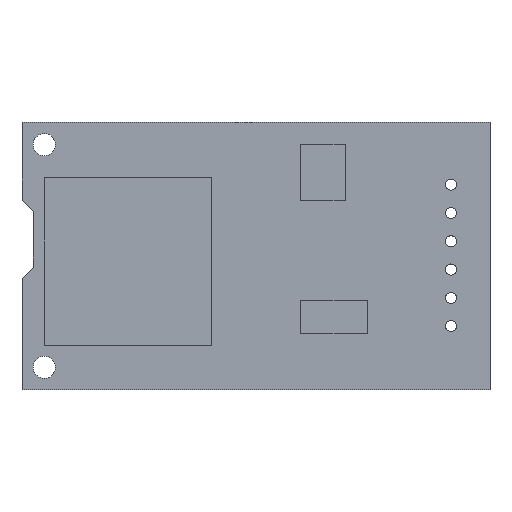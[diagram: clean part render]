
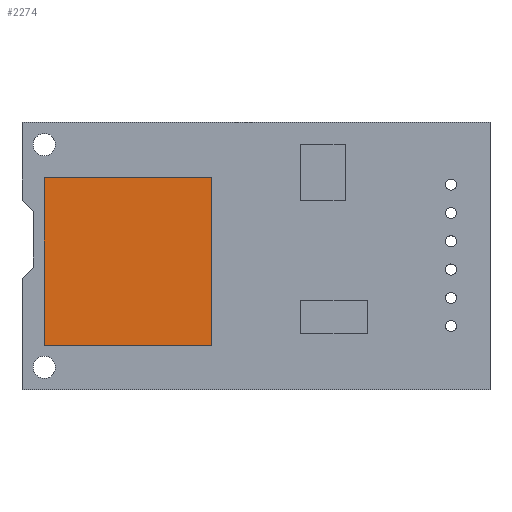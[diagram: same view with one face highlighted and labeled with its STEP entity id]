
A CAD part, top view. The second image highlights one B-rep face of the part: STEP entity #2274.
In plain terms, the highlighted planar face has unit normal (0, 0, 1).
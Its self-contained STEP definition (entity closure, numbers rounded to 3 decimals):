
#837 = PLANE('',#838);
#838 = AXIS2_PLACEMENT_3D('',#839,#840,#841);
#839 = CARTESIAN_POINT('',(2.,4.,1.5));
#840 = DIRECTION('',(0.,1.,0.));
#841 = DIRECTION('',(1.,0.,0.));
#865 = PLANE('',#866);
#866 = AXIS2_PLACEMENT_3D('',#867,#868,#869);
#867 = CARTESIAN_POINT('',(2.,19.,1.5));
#868 = DIRECTION('',(1.,0.,-0.));
#869 = DIRECTION('',(0.,-1.,0.));
#893 = PLANE('',#894);
#894 = AXIS2_PLACEMENT_3D('',#895,#896,#897);
#895 = CARTESIAN_POINT('',(17.,19.,1.5));
#896 = DIRECTION('',(0.,-1.,0.));
#897 = DIRECTION('',(-1.,0.,0.));
#919 = PLANE('',#920);
#920 = AXIS2_PLACEMENT_3D('',#921,#922,#923);
#921 = CARTESIAN_POINT('',(17.,4.,1.5));
#922 = DIRECTION('',(-1.,0.,0.));
#923 = DIRECTION('',(0.,1.,0.));
#1676 = VERTEX_POINT('',#1677);
#1677 = CARTESIAN_POINT('',(2.,4.,3.5));
#1698 = EDGE_CURVE('',#1676,#1699,#1701,.T.);
#1699 = VERTEX_POINT('',#1700);
#1700 = CARTESIAN_POINT('',(17.,4.,3.5));
#1701 = SURFACE_CURVE('',#1702,(#1706,#1713),.PCURVE_S1.);
#1702 = LINE('',#1703,#1704);
#1703 = CARTESIAN_POINT('',(2.,4.,3.5));
#1704 = VECTOR('',#1705,1.);
#1705 = DIRECTION('',(1.,0.,0.));
#1706 = PCURVE('',#837,#1707);
#1707 = DEFINITIONAL_REPRESENTATION('',(#1708),#1712);
#1708 = LINE('',#1709,#1710);
#1709 = CARTESIAN_POINT('',(0.,-2.));
#1710 = VECTOR('',#1711,1.);
#1711 = DIRECTION('',(1.,0.));
#1712 = ( GEOMETRIC_REPRESENTATION_CONTEXT(2) 
PARAMETRIC_REPRESENTATION_CONTEXT() REPRESENTATION_CONTEXT('2D SPACE',''
  ) );
#1713 = PCURVE('',#1714,#1719);
#1714 = PLANE('',#1715);
#1715 = AXIS2_PLACEMENT_3D('',#1716,#1717,#1718);
#1716 = CARTESIAN_POINT('',(9.5,11.5,3.5));
#1717 = DIRECTION('',(0.,0.,1.));
#1718 = DIRECTION('',(1.,0.,0.));
#1719 = DEFINITIONAL_REPRESENTATION('',(#1720),#1724);
#1720 = LINE('',#1721,#1722);
#1721 = CARTESIAN_POINT('',(-7.5,-7.5));
#1722 = VECTOR('',#1723,1.);
#1723 = DIRECTION('',(1.,0.));
#1724 = ( GEOMETRIC_REPRESENTATION_CONTEXT(2) 
PARAMETRIC_REPRESENTATION_CONTEXT() REPRESENTATION_CONTEXT('2D SPACE',''
  ) );
#1752 = EDGE_CURVE('',#1699,#1753,#1755,.T.);
#1753 = VERTEX_POINT('',#1754);
#1754 = CARTESIAN_POINT('',(17.,19.,3.5));
#1755 = SURFACE_CURVE('',#1756,(#1760,#1767),.PCURVE_S1.);
#1756 = LINE('',#1757,#1758);
#1757 = CARTESIAN_POINT('',(17.,4.,3.5));
#1758 = VECTOR('',#1759,1.);
#1759 = DIRECTION('',(0.,1.,0.));
#1760 = PCURVE('',#919,#1761);
#1761 = DEFINITIONAL_REPRESENTATION('',(#1762),#1766);
#1762 = LINE('',#1763,#1764);
#1763 = CARTESIAN_POINT('',(0.,-2.));
#1764 = VECTOR('',#1765,1.);
#1765 = DIRECTION('',(1.,0.));
#1766 = ( GEOMETRIC_REPRESENTATION_CONTEXT(2) 
PARAMETRIC_REPRESENTATION_CONTEXT() REPRESENTATION_CONTEXT('2D SPACE',''
  ) );
#1767 = PCURVE('',#1714,#1768);
#1768 = DEFINITIONAL_REPRESENTATION('',(#1769),#1773);
#1769 = LINE('',#1770,#1771);
#1770 = CARTESIAN_POINT('',(7.5,-7.5));
#1771 = VECTOR('',#1772,1.);
#1772 = DIRECTION('',(0.,1.));
#1773 = ( GEOMETRIC_REPRESENTATION_CONTEXT(2) 
PARAMETRIC_REPRESENTATION_CONTEXT() REPRESENTATION_CONTEXT('2D SPACE',''
  ) );
#1801 = EDGE_CURVE('',#1753,#1802,#1804,.T.);
#1802 = VERTEX_POINT('',#1803);
#1803 = CARTESIAN_POINT('',(2.,19.,3.5));
#1804 = SURFACE_CURVE('',#1805,(#1809,#1816),.PCURVE_S1.);
#1805 = LINE('',#1806,#1807);
#1806 = CARTESIAN_POINT('',(17.,19.,3.5));
#1807 = VECTOR('',#1808,1.);
#1808 = DIRECTION('',(-1.,0.,0.));
#1809 = PCURVE('',#893,#1810);
#1810 = DEFINITIONAL_REPRESENTATION('',(#1811),#1815);
#1811 = LINE('',#1812,#1813);
#1812 = CARTESIAN_POINT('',(0.,-2.));
#1813 = VECTOR('',#1814,1.);
#1814 = DIRECTION('',(1.,0.));
#1815 = ( GEOMETRIC_REPRESENTATION_CONTEXT(2) 
PARAMETRIC_REPRESENTATION_CONTEXT() REPRESENTATION_CONTEXT('2D SPACE',''
  ) );
#1816 = PCURVE('',#1714,#1817);
#1817 = DEFINITIONAL_REPRESENTATION('',(#1818),#1822);
#1818 = LINE('',#1819,#1820);
#1819 = CARTESIAN_POINT('',(7.5,7.5));
#1820 = VECTOR('',#1821,1.);
#1821 = DIRECTION('',(-1.,0.));
#1822 = ( GEOMETRIC_REPRESENTATION_CONTEXT(2) 
PARAMETRIC_REPRESENTATION_CONTEXT() REPRESENTATION_CONTEXT('2D SPACE',''
  ) );
#1850 = EDGE_CURVE('',#1802,#1676,#1851,.T.);
#1851 = SURFACE_CURVE('',#1852,(#1856,#1863),.PCURVE_S1.);
#1852 = LINE('',#1853,#1854);
#1853 = CARTESIAN_POINT('',(2.,19.,3.5));
#1854 = VECTOR('',#1855,1.);
#1855 = DIRECTION('',(0.,-1.,0.));
#1856 = PCURVE('',#865,#1857);
#1857 = DEFINITIONAL_REPRESENTATION('',(#1858),#1862);
#1858 = LINE('',#1859,#1860);
#1859 = CARTESIAN_POINT('',(0.,-2.));
#1860 = VECTOR('',#1861,1.);
#1861 = DIRECTION('',(1.,0.));
#1862 = ( GEOMETRIC_REPRESENTATION_CONTEXT(2) 
PARAMETRIC_REPRESENTATION_CONTEXT() REPRESENTATION_CONTEXT('2D SPACE',''
  ) );
#1863 = PCURVE('',#1714,#1864);
#1864 = DEFINITIONAL_REPRESENTATION('',(#1865),#1869);
#1865 = LINE('',#1866,#1867);
#1866 = CARTESIAN_POINT('',(-7.5,7.5));
#1867 = VECTOR('',#1868,1.);
#1868 = DIRECTION('',(0.,-1.));
#1869 = ( GEOMETRIC_REPRESENTATION_CONTEXT(2) 
PARAMETRIC_REPRESENTATION_CONTEXT() REPRESENTATION_CONTEXT('2D SPACE',''
  ) );
#2274 = ADVANCED_FACE('',(#2275),#1714,.T.);
#2275 = FACE_BOUND('',#2276,.T.);
#2276 = EDGE_LOOP('',(#2277,#2278,#2279,#2280));
#2277 = ORIENTED_EDGE('',*,*,#1698,.T.);
#2278 = ORIENTED_EDGE('',*,*,#1752,.T.);
#2279 = ORIENTED_EDGE('',*,*,#1801,.T.);
#2280 = ORIENTED_EDGE('',*,*,#1850,.T.);
